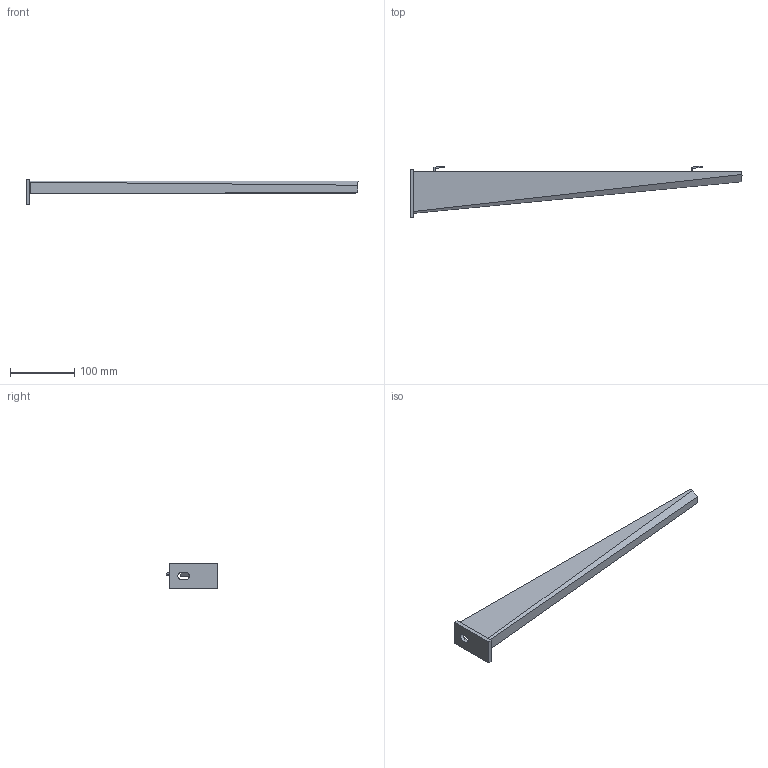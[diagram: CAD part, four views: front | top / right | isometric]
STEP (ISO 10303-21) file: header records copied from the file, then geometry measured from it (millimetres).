
FILE_DESCRIPTION (( 'STEP AP214' ), '1' );
FILE_NAME ('6420637.stp', '2020-09-21T08:44:27', ( '' ), ( '' ), 'SwSTEP 2.0', 'SolidWorks 2020', '' );
FILE_SCHEMA (( 'AUTOMOTIVE_DESIGN' ));
Length unit declared in the file: millimetre
Products named in the file (3): KTS 04.020-031_75x40x6; 140811_Standard; 6420637
Assembly tree (2 placements, depth 2):
  6420637
    KTS 04.020-031_75x40x6
    140811_Standard
Bounding box: 516.05 x 80.08 x 40 mm (x, y, z)
Volume: 87643.8 mm3; surface area: 84306.4 mm2
Topology: 2 solids, 2 shells, 78 faces, 220 edges, 146 vertices
Faces by surface type: plane 57, bspline 17, cylinder 4
Entity records: 3046 total; most frequent: CARTESIAN_POINT 1106, ORIENTED_EDGE 440, DIRECTION 293, EDGE_CURVE 220, VERTEX_POINT 146, VECTOR 145, LINE 145, EDGE_LOOP 84
